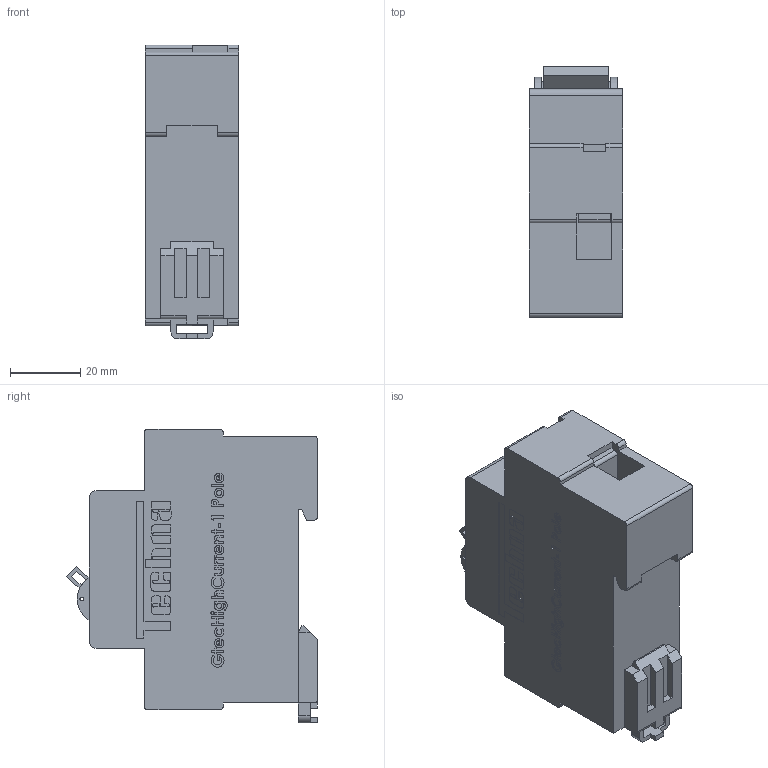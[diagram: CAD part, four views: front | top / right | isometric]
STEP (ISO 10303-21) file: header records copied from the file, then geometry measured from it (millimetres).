
FILE_DESCRIPTION (( 'STEP AP214' ), '1' );
FILE_NAME ('GtecHighCurrent-1 Pole-W.STEP', '2020-05-22T10:29:54', ( '' ), ( '' ), 'SwSTEP 2.0', 'SolidWorks 2020', '' );
FILE_SCHEMA (( 'AUTOMOTIVE_DESIGN' ));
Length unit declared in the file: millimetre
Products named in the file (1): GtecHighCurrent-1 Pole-W
Bounding box: 26.5 x 71.37 x 83.7 mm (x, y, z)
Volume: 110231.8 mm3; surface area: 19859.7 mm2
Topology: 1 solids, 1 shells, 1087 faces, 2999 edges, 1996 vertices
Faces by surface type: plane 643, bspline 228, cylinder 216
Entity records: 54419 total; most frequent: CARTESIAN_POINT 19183, ORIENTED_EDGE 5998, DIRECTION 4705, EDGE_CURVE 2999, LINE 2085, VECTOR 2085, VERTEX_POINT 1996, AXIS2_PLACEMENT_3D 1310
